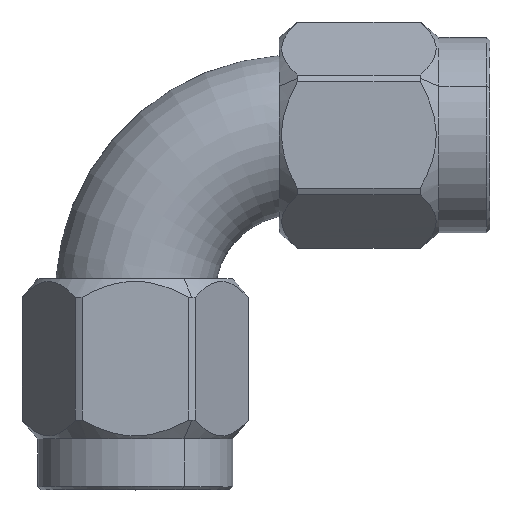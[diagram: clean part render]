
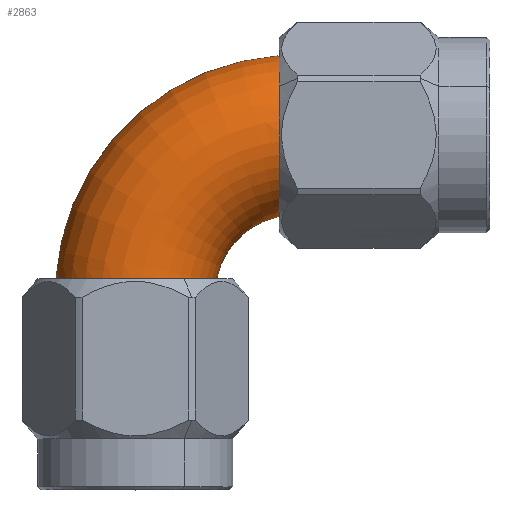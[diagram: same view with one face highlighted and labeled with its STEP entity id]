
A CAD part, top view. The second image highlights one B-rep face of the part: STEP entity #2863.
In plain terms, the highlighted toroidal (fillet/blend) face has major radius 6.35 mm and minor radius 3.175 mm.
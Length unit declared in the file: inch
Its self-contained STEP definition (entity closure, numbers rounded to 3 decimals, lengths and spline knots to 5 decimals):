
#48 = CIRCLE ( 'NONE', #1036, 0.125 ) ;
#201 = B_SPLINE_CURVE_WITH_KNOTS ( 'NONE', 3,
 ( #412, #375, #1580, #5115, #6321, #6865, #6284, #3943, #598, #7130, #993, #3360, #957, #6503, #5741, #5164, #6942, #1186, #1618, #5664, #455, #3985, #7563, #6360, #1803, #2965, #6544, #1221, #1039, #336, #2348, #3402 ),
 .UNSPECIFIED., .F., .F.,
 ( 4, 2, 2, 2, 2, 2, 2, 2, 2, 2, 2, 2, 2, 2, 2, 4 ),
 ( 0.00214, 0.00276, 0.00338, 0.004, 0.00462, 0.00524, 0.00586, 0.0071, 0.00772, 0.00834, 0.00896, 0.00958, 0.0102, 0.01082, 0.01144, 0.01206 ),
 .UNSPECIFIED. ) ;
#223 = DIRECTION ( 'NONE',  ( 0., 0., -1. ) ) ;
#265 = CARTESIAN_POINT ( 'NONE',  ( 0.12753, 0.33, 0.00824 ) ) ;
#297 = DIRECTION ( 'NONE',  ( -1., 0., 0. ) ) ;
#301 = TOROIDAL_SURFACE ( 'NONE', #7626, 0.25, 0.125 ) ;
#309 = CARTESIAN_POINT ( 'NONE',  ( -0.11775, 0.33, 0.04036 ) ) ;
#336 = CARTESIAN_POINT ( 'NONE',  ( 0.225, 0.67834, 0.0165 ) ) ;
#345 = CARTESIAN_POINT ( 'NONE',  ( -0.10748, 0.33, 0.06286 ) ) ;
#375 = CARTESIAN_POINT ( 'NONE',  ( 0.225, 0.42747, 0.00823 ) ) ;
#412 = CARTESIAN_POINT ( 'NONE',  ( 0.225, 0.42747, 0. ) ) ;
#455 = CARTESIAN_POINT ( 'NONE',  ( 0.225, 0.61641, 0.10861 ) ) ;
#591 = B_SPLINE_CURVE_WITH_KNOTS ( 'NONE', 3,
 ( #3757, #265, #2675, #6250, #6176, #5630, #1470, #6141, #5594, #3293, #850, #814, #2601, #3832, #7339, #3211, #2012, #2053, #7451, #4387, #6764, #2635, #5008, #4426, #884, #345, #3248, #309, #2712, #7414, #4460, #2287 ),
 .UNSPECIFIED., .F., .F.,
 ( 4, 2, 2, 2, 2, 2, 2, 2, 2, 2, 2, 2, 2, 2, 2, 4 ),
 ( 0.0074, 0.00802, 0.00864, 0.00927, 0.00989, 0.01051, 0.01113, 0.01238, 0.013, 0.01362, 0.01424, 0.01487, 0.01549, 0.01611, 0.01673, 0.01735 ),
 .UNSPECIFIED. ) ;
#598 = CARTESIAN_POINT ( 'NONE',  ( 0.225, 0.45891, 0.08271 ) ) ;
#747 = EDGE_CURVE ( 'NONE', #5778, #4201, #2397, .T. ) ;
#755 = DIRECTION ( 'NONE',  ( -1., 0., 0. ) ) ;
#814 = CARTESIAN_POINT ( 'NONE',  ( 0.06437, 0.33, 0.10845 ) ) ;
#850 = CARTESIAN_POINT ( 'NONE',  ( 0.07808, 0.33, 0.09937 ) ) ;
#884 = CARTESIAN_POINT ( 'NONE',  ( -0.09836, 0.33, 0.07641 ) ) ;
#957 = CARTESIAN_POINT ( 'NONE',  ( 0.225, 0.49798, 0.11234 ) ) ;
#993 = CARTESIAN_POINT ( 'NONE',  ( 0.225, 0.47693, 0.09937 ) ) ;
#1036 = AXIS2_PLACEMENT_3D ( 'NONE', #3739, #6668, #755 ) ;
#1039 = CARTESIAN_POINT ( 'NONE',  ( 0.225, 0.67513, 0.03253 ) ) ;
#1186 = CARTESIAN_POINT ( 'NONE',  ( 0.225, 0.58606, 0.12107 ) ) ;
#1221 = CARTESIAN_POINT ( 'NONE',  ( 0.225, 0.67275, 0.04036 ) ) ;
#1234 = DIRECTION ( 'NONE',  ( 0., 0., -1. ) ) ;
#1452 = EDGE_CURVE ( 'NONE', #1859, #6079, #48, .T. ) ;
#1470 = CARTESIAN_POINT ( 'NONE',  ( 0.11063, 0.33, 0.06276 ) ) ;
#1580 = CARTESIAN_POINT ( 'NONE',  ( 0.225, 0.42832, 0.01649 ) ) ;
#1618 = CARTESIAN_POINT ( 'NONE',  ( 0.225, 0.59389, 0.11872 ) ) ;
#1698 = DIRECTION ( 'NONE',  ( -1., 0., 0. ) ) ;
#1803 = CARTESIAN_POINT ( 'NONE',  ( 0.225, 0.65337, 0.07641 ) ) ;
#1859 = VERTEX_POINT ( 'NONE', #6209 ) ;
#1861 = ORIENTED_EDGE ( 'NONE', *, *, #1921, .F. ) ;
#1921 = EDGE_CURVE ( 'NONE', #1859, #5778, #591, .T. ) ;
#2012 = CARTESIAN_POINT ( 'NONE',  ( -0.01491, 0.33, 0.12423 ) ) ;
#2053 = CARTESIAN_POINT ( 'NONE',  ( -0.03106, 0.33, 0.12107 ) ) ;
#2287 = CARTESIAN_POINT ( 'NONE',  ( -0.12417, 0.33, 0. ) ) ;
#2348 = CARTESIAN_POINT ( 'NONE',  ( 0.225, 0.67917, 0.00821 ) ) ;
#2397 = CIRCLE ( 'NONE', #6737, 0.375 ) ;
#2601 = CARTESIAN_POINT ( 'NONE',  ( 0.05702, 0.33, 0.11234 ) ) ;
#2635 = CARTESIAN_POINT ( 'NONE',  ( -0.07506, 0.33, 0.09956 ) ) ;
#2675 = CARTESIAN_POINT ( 'NONE',  ( 0.12668, 0.33, 0.01649 ) ) ;
#2712 = CARTESIAN_POINT ( 'NONE',  ( -0.12013, 0.33, 0.03253 ) ) ;
#2718 = ORIENTED_EDGE ( 'NONE', *, *, #1452, .T. ) ;
#2863 = ADVANCED_FACE ( 'NONE', ( #3601 ), #301, .T. ) ;
#2965 = CARTESIAN_POINT ( 'NONE',  ( 0.225, 0.66248, 0.06286 ) ) ;
#3163 = EDGE_CURVE ( 'NONE', #6079, #4201, #201, .T. ) ;
#3211 = CARTESIAN_POINT ( 'NONE',  ( -0.00664, 0.33, 0.12502 ) ) ;
#3248 = CARTESIAN_POINT ( 'NONE',  ( -0.11139, 0.33, 0.05562 ) ) ;
#3293 = CARTESIAN_POINT ( 'NONE',  ( 0.08442, 0.33, 0.09422 ) ) ;
#3360 = CARTESIAN_POINT ( 'NONE',  ( 0.225, 0.49063, 0.10844 ) ) ;
#3402 = CARTESIAN_POINT ( 'NONE',  ( 0.225, 0.67917, 0. ) ) ;
#3559 = EDGE_LOOP ( 'NONE', ( #5036, #1861, #2718, #4774 ) ) ;
#3601 = FACE_OUTER_BOUND ( 'NONE', #3559, .T. ) ;
#3739 = CARTESIAN_POINT ( 'NONE',  ( 0.25, 0.305, 0. ) ) ;
#3757 = CARTESIAN_POINT ( 'NONE',  ( 0.12753, 0.33, 0. ) ) ;
#3832 = CARTESIAN_POINT ( 'NONE',  ( 0.03436, 0.33, 0.12167 ) ) ;
#3943 = CARTESIAN_POINT ( 'NONE',  ( 0.225, 0.45357, 0.0763 ) ) ;
#3985 = CARTESIAN_POINT ( 'NONE',  ( 0.225, 0.63006, 0.09956 ) ) ;
#4201 = VERTEX_POINT ( 'NONE', #6234 ) ;
#4387 = CARTESIAN_POINT ( 'NONE',  ( -0.05403, 0.33, 0.11252 ) ) ;
#4426 = CARTESIAN_POINT ( 'NONE',  ( -0.09308, 0.33, 0.08281 ) ) ;
#4460 = CARTESIAN_POINT ( 'NONE',  ( -0.12417, 0.33, 0.00821 ) ) ;
#4774 = ORIENTED_EDGE ( 'NONE', *, *, #3163, .T. ) ;
#5008 = CARTESIAN_POINT ( 'NONE',  ( -0.0814, 0.33, 0.09441 ) ) ;
#5036 = ORIENTED_EDGE ( 'NONE', *, *, #747, .F. ) ;
#5115 = CARTESIAN_POINT ( 'NONE',  ( 0.225, 0.43158, 0.0325 ) ) ;
#5164 = CARTESIAN_POINT ( 'NONE',  ( 0.225, 0.56165, 0.12502 ) ) ;
#5242 = CARTESIAN_POINT ( 'NONE',  ( 0.25, 0.305, 0. ) ) ;
#5594 = CARTESIAN_POINT ( 'NONE',  ( 0.09609, 0.33, 0.08271 ) ) ;
#5630 = CARTESIAN_POINT ( 'NONE',  ( 0.11455, 0.33, 0.05558 ) ) ;
#5664 = CARTESIAN_POINT ( 'NONE',  ( 0.225, 0.60903, 0.11252 ) ) ;
#5741 = CARTESIAN_POINT ( 'NONE',  ( 0.225, 0.53715, 0.12497 ) ) ;
#5744 = CARTESIAN_POINT ( 'NONE',  ( 0.225, 0.42747, 0. ) ) ;
#5778 = VERTEX_POINT ( 'NONE', #7627 ) ;
#6079 = VERTEX_POINT ( 'NONE', #5744 ) ;
#6141 = CARTESIAN_POINT ( 'NONE',  ( 0.10143, 0.33, 0.0763 ) ) ;
#6176 = CARTESIAN_POINT ( 'NONE',  ( 0.12098, 0.33, 0.04038 ) ) ;
#6209 = CARTESIAN_POINT ( 'NONE',  ( 0.12753, 0.33, 0. ) ) ;
#6234 = CARTESIAN_POINT ( 'NONE',  ( 0.225, 0.67917, 0. ) ) ;
#6250 = CARTESIAN_POINT ( 'NONE',  ( 0.12342, 0.33, 0.03249 ) ) ;
#6284 = CARTESIAN_POINT ( 'NONE',  ( 0.225, 0.44437, 0.06277 ) ) ;
#6321 = CARTESIAN_POINT ( 'NONE',  ( 0.225, 0.43402, 0.04038 ) ) ;
#6360 = CARTESIAN_POINT ( 'NONE',  ( 0.225, 0.64808, 0.08282 ) ) ;
#6503 = CARTESIAN_POINT ( 'NONE',  ( 0.225, 0.52064, 0.12168 ) ) ;
#6544 = CARTESIAN_POINT ( 'NONE',  ( 0.225, 0.66638, 0.05562 ) ) ;
#6668 = DIRECTION ( 'NONE',  ( 0., 0., -1. ) ) ;
#6737 = AXIS2_PLACEMENT_3D ( 'NONE', #5242, #1234, #1698 ) ;
#6764 = CARTESIAN_POINT ( 'NONE',  ( -0.06142, 0.33, 0.10861 ) ) ;
#6865 = CARTESIAN_POINT ( 'NONE',  ( 0.225, 0.44045, 0.05559 ) ) ;
#6942 = CARTESIAN_POINT ( 'NONE',  ( 0.225, 0.56991, 0.12423 ) ) ;
#7130 = CARTESIAN_POINT ( 'NONE',  ( 0.225, 0.47058, 0.09422 ) ) ;
#7187 = CARTESIAN_POINT ( 'NONE',  ( 0.25, 0.305, 0. ) ) ;
#7339 = CARTESIAN_POINT ( 'NONE',  ( 0.01786, 0.33, 0.12496 ) ) ;
#7414 = CARTESIAN_POINT ( 'NONE',  ( -0.12334, 0.33, 0.0165 ) ) ;
#7451 = CARTESIAN_POINT ( 'NONE',  ( -0.03888, 0.33, 0.11872 ) ) ;
#7563 = CARTESIAN_POINT ( 'NONE',  ( 0.225, 0.6364, 0.09441 ) ) ;
#7626 = AXIS2_PLACEMENT_3D ( 'NONE', #7187, #223, #297 ) ;
#7627 = CARTESIAN_POINT ( 'NONE',  ( -0.12417, 0.33, 0. ) ) ;
